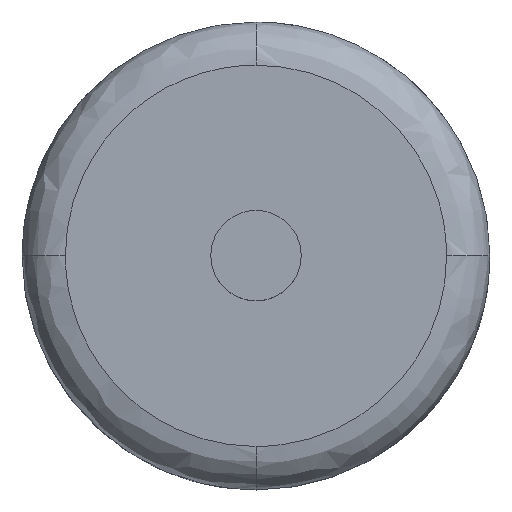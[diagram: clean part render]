
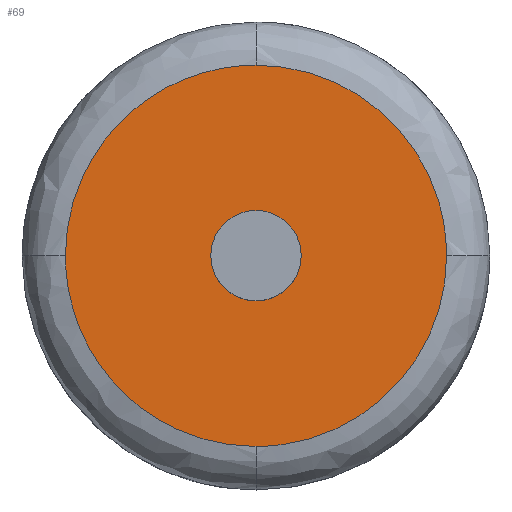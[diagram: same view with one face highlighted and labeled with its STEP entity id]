
A CAD part, top view. The second image highlights one B-rep face of the part: STEP entity #69.
In plain terms, the highlighted planar face has unit normal (0, 0, 1).
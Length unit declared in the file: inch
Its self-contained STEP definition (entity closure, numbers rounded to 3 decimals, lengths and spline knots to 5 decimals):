
#69=ADVANCED_FACE('',(#170,#171),#172,.T.);
#170=FACE_BOUND('',#300,.T.);
#171=FACE_OUTER_BOUND('',#301,.T.);
#172=PLANE('',#302);
#300=EDGE_LOOP('',(#863,#864,#865,#866));
#301=EDGE_LOOP('',(#867,#868,#869,#870));
#302=AXIS2_PLACEMENT_3D('',#871,#872,#873);
#863=ORIENTED_EDGE('',*,*,#1154,.T.);
#864=ORIENTED_EDGE('',*,*,#1155,.T.);
#865=ORIENTED_EDGE('',*,*,#1156,.T.);
#866=ORIENTED_EDGE('',*,*,#1157,.T.);
#867=ORIENTED_EDGE('',*,*,#1158,.F.);
#868=ORIENTED_EDGE('',*,*,#1159,.F.);
#869=ORIENTED_EDGE('',*,*,#1160,.F.);
#870=ORIENTED_EDGE('',*,*,#1161,.F.);
#871=CARTESIAN_POINT('',(0.405,0.,0.25));
#872=DIRECTION('',(0.0,0.0,1.0));
#873=DIRECTION('',(1.0,0.0,0.0));
#1154=EDGE_CURVE('',#1313,#1314,#1315,.T.);
#1155=EDGE_CURVE('',#1314,#1316,#1317,.T.);
#1156=EDGE_CURVE('',#1316,#1318,#1319,.T.);
#1157=EDGE_CURVE('',#1318,#1313,#1320,.T.);
#1158=EDGE_CURVE('',#1321,#1322,#1323,.T.);
#1159=EDGE_CURVE('',#1324,#1321,#1325,.T.);
#1160=EDGE_CURVE('',#1326,#1324,#1327,.T.);
#1161=EDGE_CURVE('',#1322,#1326,#1328,.T.);
#1313=VERTEX_POINT('',#1562);
#1314=VERTEX_POINT('',#1563);
#1315=B_SPLINE_CURVE_WITH_KNOTS('',3,(#1564,#1565,#1566,#1567),.UNSPECIFIED.,.F.,.F.,(4,4),(0.0,1.0),.UNSPECIFIED.);
#1316=VERTEX_POINT('',#1568);
#1317=B_SPLINE_CURVE_WITH_KNOTS('',3,(#1569,#1570,#1571,#1572),.UNSPECIFIED.,.F.,.F.,(4,4),(0.0,1.0),.UNSPECIFIED.);
#1318=VERTEX_POINT('',#1573);
#1319=B_SPLINE_CURVE_WITH_KNOTS('',3,(#1574,#1575,#1576,#1577),.UNSPECIFIED.,.F.,.F.,(4,4),(0.0,1.0),.UNSPECIFIED.);
#1320=B_SPLINE_CURVE_WITH_KNOTS('',3,(#1578,#1579,#1580,#1581),.UNSPECIFIED.,.F.,.F.,(4,4),(0.0,1.0),.UNSPECIFIED.);
#1321=VERTEX_POINT('',#1582);
#1322=VERTEX_POINT('',#1583);
#1323=B_SPLINE_CURVE_WITH_KNOTS('',3,(#1584,#1585,#1586,#1587,#1588,#1589,#1590,#1591,#1592,#1593,#1594,#1595,#1596,#1597,#1598,#1599,#1600,#1601),.UNSPECIFIED.,.F.,.F.,(4,2,2,2,2,2,2,2,4),(0.0,0.08729,0.17194,0.22485,0.25791,0.29098,0.34388,0.42853,0.51582),.UNSPECIFIED.);
#1324=VERTEX_POINT('',#1602);
#1325=B_SPLINE_CURVE_WITH_KNOTS('',3,(#1603,#1604,#1605,#1606,#1607,#1608,#1609,#1610,#1611,#1612),.UNSPECIFIED.,.F.,.F.,(4,2,2,2,4),(0.0,0.17458,0.34388,0.44969,0.51582),.UNSPECIFIED.);
#1326=VERTEX_POINT('',#1613);
#1327=B_SPLINE_CURVE_WITH_KNOTS('',3,(#1614,#1615,#1616,#1617,#1618,#1619,#1620,#1621,#1622,#1623),.UNSPECIFIED.,.F.,.F.,(4,2,2,2,4),(0.0,0.06613,0.17194,0.34124,0.51583),.UNSPECIFIED.);
#1328=B_SPLINE_CURVE_WITH_KNOTS('',3,(#1624,#1625,#1626,#1627,#1628,#1629,#1630,#1631,#1632,#1633),.UNSPECIFIED.,.F.,.F.,(4,2,2,2,4),(0.0,0.06613,0.17194,0.34124,0.51583),.UNSPECIFIED.);
#1562=CARTESIAN_POINT('',(0.48315,-0.00001,0.25));
#1563=CARTESIAN_POINT('',(0.405,-0.07813,0.25));
#1564=CARTESIAN_POINT('',(0.48315,-0.00001,0.25));
#1565=CARTESIAN_POINT('',(0.48315,-0.04316,0.25));
#1566=CARTESIAN_POINT('',(0.44816,-0.07813,0.25));
#1567=CARTESIAN_POINT('',(0.405,-0.07813,0.25));
#1568=CARTESIAN_POINT('',(0.32684,-0.00001,0.25));
#1569=CARTESIAN_POINT('',(0.405,-0.07813,0.25));
#1570=CARTESIAN_POINT('',(0.36184,-0.07813,0.25));
#1571=CARTESIAN_POINT('',(0.32684,-0.04316,0.25));
#1572=CARTESIAN_POINT('',(0.32684,-0.00001,0.25));
#1573=CARTESIAN_POINT('',(0.405,0.07811,0.25));
#1574=CARTESIAN_POINT('',(0.32684,-0.00001,0.25));
#1575=CARTESIAN_POINT('',(0.32684,0.04315,0.25));
#1576=CARTESIAN_POINT('',(0.36184,0.07811,0.25));
#1577=CARTESIAN_POINT('',(0.405,0.07811,0.25));
#1578=CARTESIAN_POINT('',(0.405,0.07811,0.25));
#1579=CARTESIAN_POINT('',(0.44816,0.07811,0.25));
#1580=CARTESIAN_POINT('',(0.48315,0.04315,0.25));
#1581=CARTESIAN_POINT('',(0.48315,-0.00001,0.25));
#1582=CARTESIAN_POINT('',(0.73499,0.0,0.25));
#1583=CARTESIAN_POINT('',(0.405,-0.33,0.25));
#1584=CARTESIAN_POINT('',(0.73499,0.0,0.25));
#1585=CARTESIAN_POINT('',(0.73499,-0.0291,0.25));
#1586=CARTESIAN_POINT('',(0.73115,-0.05859,0.25));
#1587=CARTESIAN_POINT('',(0.71599,-0.11432,0.25));
#1588=CARTESIAN_POINT('',(0.70504,-0.14052,0.25));
#1589=CARTESIAN_POINT('',(0.68186,-0.18053,0.25));
#1590=CARTESIAN_POINT('',(0.67167,-0.19523,0.25));
#1591=CARTESIAN_POINT('',(0.6534,-0.21753,0.25));
#1592=CARTESIAN_POINT('',(0.64598,-0.22572,0.25));
#1593=CARTESIAN_POINT('',(0.63035,-0.24132,0.25));
#1594=CARTESIAN_POINT('',(0.62212,-0.24877,0.25));
#1595=CARTESIAN_POINT('',(0.59973,-0.26704,0.25));
#1596=CARTESIAN_POINT('',(0.58501,-0.27721,0.25));
#1597=CARTESIAN_POINT('',(0.54498,-0.3003,0.25));
#1598=CARTESIAN_POINT('',(0.51873,-0.3112,0.25));
#1599=CARTESIAN_POINT('',(0.46329,-0.3262,0.25));
#1600=CARTESIAN_POINT('',(0.4341,-0.33,0.25));
#1601=CARTESIAN_POINT('',(0.405,-0.33,0.25));
#1602=CARTESIAN_POINT('',(0.405,0.33,0.25));
#1603=CARTESIAN_POINT('',(0.405,0.33,0.25));
#1604=CARTESIAN_POINT('',(0.4632,0.33,0.25));
#1605=CARTESIAN_POINT('',(0.52134,0.31447,0.25));
#1606=CARTESIAN_POINT('',(0.62097,0.25591,0.25));
#1607=CARTESIAN_POINT('',(0.66224,0.21439,0.25));
#1608=CARTESIAN_POINT('',(0.70861,0.13437,0.25));
#1609=CARTESIAN_POINT('',(0.7213,0.101,0.25));
#1610=CARTESIAN_POINT('',(0.73281,0.04431,0.25));
#1611=CARTESIAN_POINT('',(0.73499,0.02204,0.25));
#1612=CARTESIAN_POINT('',(0.73499,0.0,0.25));
#1613=CARTESIAN_POINT('',(0.075,0.0,0.25));
#1614=CARTESIAN_POINT('',(0.075,0.0,0.25));
#1615=CARTESIAN_POINT('',(0.075,0.02204,0.25));
#1616=CARTESIAN_POINT('',(0.07718,0.04431,0.25));
#1617=CARTESIAN_POINT('',(0.0887,0.10101,0.25));
#1618=CARTESIAN_POINT('',(0.10139,0.13437,0.25));
#1619=CARTESIAN_POINT('',(0.14775,0.21439,0.25));
#1620=CARTESIAN_POINT('',(0.18903,0.25591,0.25));
#1621=CARTESIAN_POINT('',(0.28867,0.31447,0.25));
#1622=CARTESIAN_POINT('',(0.34681,0.33,0.25));
#1623=CARTESIAN_POINT('',(0.405,0.33,0.25));
#1624=CARTESIAN_POINT('',(0.405,-0.33,0.25));
#1625=CARTESIAN_POINT('',(0.38296,-0.33,0.25));
#1626=CARTESIAN_POINT('',(0.36069,-0.32782,0.25));
#1627=CARTESIAN_POINT('',(0.304,-0.3163,0.25));
#1628=CARTESIAN_POINT('',(0.27063,-0.30361,0.25));
#1629=CARTESIAN_POINT('',(0.19061,-0.25725,0.25));
#1630=CARTESIAN_POINT('',(0.14908,-0.21597,0.25));
#1631=CARTESIAN_POINT('',(0.09052,-0.11634,0.25));
#1632=CARTESIAN_POINT('',(0.075,-0.0582,0.25));
#1633=CARTESIAN_POINT('',(0.075,0.0,0.25));
